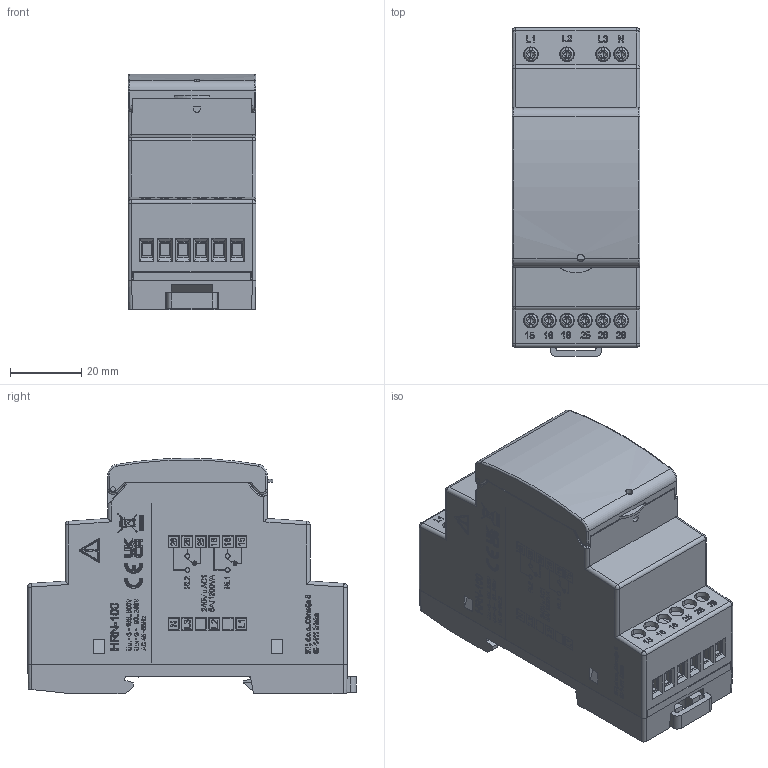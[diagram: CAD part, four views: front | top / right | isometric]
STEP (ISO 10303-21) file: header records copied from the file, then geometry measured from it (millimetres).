
FILE_DESCRIPTION((''),'2;1');
FILE_NAME('HRN-100_ETI_ASM','2023-04-25T10:36:50',('klemen.sitar'),('Audax d.o.o.'),'CREO PARAMETRIC BY PTC INC, 2021304','CREO PARAMETRIC BY PTC INC, 2021304','');
FILE_SCHEMA(('AP242_MANAGED_MODEL_BASED_3D_ENGINEERING_MIM_LF { 1 0 10303 442 1 1 4 }'));
Products named in the file (32): BREP_1; BREP_2; BREP_3; BREP_4; BREP_5; BREP_6; BREP_7; BREP_8; BREP_9; BREP_10; BREP_11; BREP_12; BREP_13; BREP_14; BREP_15; BREP_16; BREP_17; BREP_18; BREP_19; BREP_20; BREP_21; BREP_22; BREP_23; 1F1109_REV_02_DINRAIL_CLIP; P1; PRT0002; PRT0003; P1_1; PRT0002_1; PRT0003_1; PRT0002_1_1; HRN-100_ETI_ASM
Assembly tree (31 placements, depth 2):
  HRN-100_ETI_ASM
    BREP_1
    BREP_2
    BREP_3
    BREP_4
    BREP_5
    BREP_6
    BREP_7
    BREP_8
    BREP_9
    BREP_10
    BREP_11
    BREP_12
    BREP_13
    BREP_14
    BREP_15
    BREP_16
    BREP_17
    BREP_18
    BREP_19
    BREP_20
    BREP_21
    BREP_22
    BREP_23
    1F1109_REV_02_DINRAIL_CLIP
    P1
    PRT0002
    PRT0003
    P1_1
    PRT0002_1
    PRT0003_1
    PRT0002_1_1
Bounding box: 36.02 x 92.5 x 66.31 mm (x, y, z)
Volume: 19945.1 mm3; surface area: 73800.7 mm2
Topology: 24 solids, 1089 shells, 3038 faces, 15069 edges, 13131 vertices
Faces by surface type: plane 2337, cylinder 380, cone 137, torus 88, bspline 66, sphere 30
Entity records: 266635 total; most frequent: CARTESIAN_POINT 76973, ORIENTED_EDGE 20312, PRESENTATION_STYLE_ASSIGNMENT 19121, STYLED_ITEM 19121, DIRECTION 18748, CURVE_STYLE 15066, EDGE_CURVE 15037, VERTEX_POINT 13131
